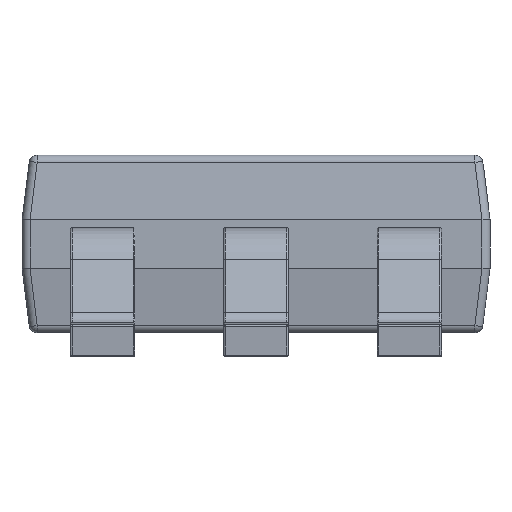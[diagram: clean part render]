
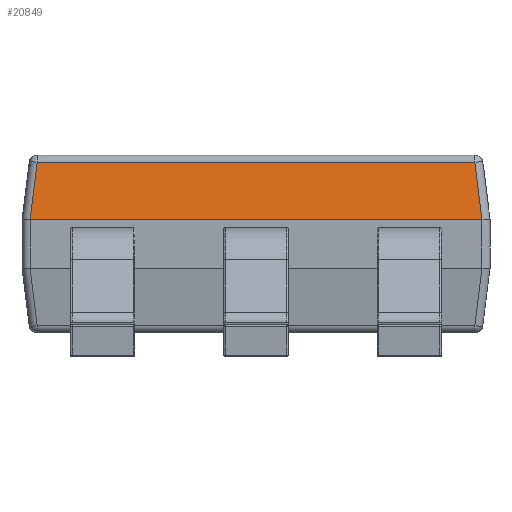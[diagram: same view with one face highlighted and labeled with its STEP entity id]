
A CAD part, left-side view. The second image highlights one B-rep face of the part: STEP entity #20849.
In plain terms, the highlighted planar face has unit normal (-0.992, 0, 0.124).
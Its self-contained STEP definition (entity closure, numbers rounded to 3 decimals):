
#1303 = CARTESIAN_POINT ( 'NONE',  ( -0.68, 1.33, 1.364 ) ) ;
#1916 = CARTESIAN_POINT ( 'NONE',  ( -0.75, 1.4, 0.8 ) ) ;
#2161 = CARTESIAN_POINT ( 'NONE',  ( -0.68, -1.33, 1.364 ) ) ;
#2208 = EDGE_CURVE ( 'NONE', #26715, #10948, #9358, .T. ) ;
#2355 = EDGE_CURVE ( 'NONE', #14841, #13219, #29028, .T. ) ;
#2848 = EDGE_CURVE ( 'NONE', #13219, #26715, #14564, .T. ) ;
#3709 = VECTOR ( 'NONE', #6337, 1000. ) ;
#4030 = ORIENTED_EDGE ( 'NONE', *, *, #2355, .T. ) ;
#5869 = LINE ( 'NONE', #19705, #19997 ) ;
#6337 = DIRECTION ( 'NONE',  ( 0., 1., 0. ) ) ;
#6833 = ORIENTED_EDGE ( 'NONE', *, *, #2208, .T. ) ;
#7453 = ORIENTED_EDGE ( 'NONE', *, *, #13093, .T. ) ;
#8948 = CARTESIAN_POINT ( 'NONE',  ( -0.75, -1.4, 0.8 ) ) ;
#9358 = LINE ( 'NONE', #1303, #12178 ) ;
#9584 = VERTEX_POINT ( 'NONE', #14497 ) ;
#10208 = CARTESIAN_POINT ( 'NONE',  ( -0.75, -1.4, 0.8 ) ) ;
#10337 = CARTESIAN_POINT ( 'NONE',  ( -0.75, 1.4, 0.8 ) ) ;
#10385 = CARTESIAN_POINT ( 'NONE',  ( -0.75, -1.4, 0.8 ) ) ;
#10948 = VERTEX_POINT ( 'NONE', #25137 ) ;
#11310 = DIRECTION ( 'NONE',  ( 0., 1., 0. ) ) ;
#11766 =( BOUNDED_CURVE ( )  B_SPLINE_CURVE ( 3, ( #31839, #10385, #16314, #10208 ),
 .UNSPECIFIED., .F., .F. ) 
 B_SPLINE_CURVE_WITH_KNOTS ( ( 4, 4 ),
 ( 0., 0.008 ),
 .UNSPECIFIED. ) 
 CURVE ( )  GEOMETRIC_REPRESENTATION_ITEM ( )  RATIONAL_B_SPLINE_CURVE ( ( 1., 1., 1., 1. ) ) 
 REPRESENTATION_ITEM ( '' )  );
#12178 = VECTOR ( 'NONE', #14815, 1000. ) ;
#12628 = CARTESIAN_POINT ( 'NONE',  ( -0.75, 1.4, 0.8 ) ) ;
#12816 = CARTESIAN_POINT ( 'NONE',  ( -0.75, 1.4, 0.8 ) ) ;
#13093 = EDGE_CURVE ( 'NONE', #23665, #14841, #11766, .T. ) ;
#13219 = VERTEX_POINT ( 'NONE', #30371 ) ;
#13343 = DIRECTION ( 'NONE',  ( -0.992, 0., 0.124 ) ) ;
#14497 = CARTESIAN_POINT ( 'NONE',  ( -0.75, 1.4, 0.8 ) ) ;
#14564 = LINE ( 'NONE', #27563, #3709 ) ;
#14815 = DIRECTION ( 'NONE',  ( -0.123, 0.123, -0.985 ) ) ;
#14841 = VERTEX_POINT ( 'NONE', #15236 ) ;
#15236 = CARTESIAN_POINT ( 'NONE',  ( -0.75, -1.4, 0.8 ) ) ;
#16050 = ORIENTED_EDGE ( 'NONE', *, *, #16478, .T. ) ;
#16314 = CARTESIAN_POINT ( 'NONE',  ( -0.75, -1.4, 0.8 ) ) ;
#16325 = ORIENTED_EDGE ( 'NONE', *, *, #18528, .F. ) ;
#16478 = EDGE_CURVE ( 'NONE', #10948, #9584, #29703, .T. ) ;
#18528 = EDGE_CURVE ( 'NONE', #23665, #9584, #5869, .T. ) ;
#19705 = CARTESIAN_POINT ( 'NONE',  ( -0.75, 1.45, 0.8 ) ) ;
#19997 = VECTOR ( 'NONE', #11310, 1000. ) ;
#20849 = ADVANCED_FACE ( 'NONE', ( #33564 ), #33745, .T. ) ;
#20878 = EDGE_LOOP ( 'NONE', ( #6833, #16050, #16325, #7453, #4030, #28179 ) ) ;
#23260 = CARTESIAN_POINT ( 'NONE',  ( -0.705, 1.356, 1.156 ) ) ;
#23665 = VERTEX_POINT ( 'NONE', #8948 ) ;
#23905 = CARTESIAN_POINT ( 'NONE',  ( -0.7, 0., 1.2 ) ) ;
#25137 = CARTESIAN_POINT ( 'NONE',  ( -0.75, 1.4, 0.8 ) ) ;
#25619 = VECTOR ( 'NONE', #29200, 1000. ) ;
#26715 = VERTEX_POINT ( 'NONE', #23260 ) ;
#27563 = CARTESIAN_POINT ( 'NONE',  ( -0.705, 0., 1.156 ) ) ;
#28179 = ORIENTED_EDGE ( 'NONE', *, *, #2848, .T. ) ;
#29028 = LINE ( 'NONE', #2161, #25619 ) ;
#29200 = DIRECTION ( 'NONE',  ( 0.123, 0.123, 0.985 ) ) ;
#29666 = DIRECTION ( 'NONE',  ( 0., 1., 0. ) ) ;
#29703 =( BOUNDED_CURVE ( )  B_SPLINE_CURVE ( 3, ( #1916, #10337, #12628, #12816 ),
 .UNSPECIFIED., .F., .F. ) 
 B_SPLINE_CURVE_WITH_KNOTS ( ( 4, 4 ),
 ( 6.275, 6.283 ),
 .UNSPECIFIED. ) 
 CURVE ( )  GEOMETRIC_REPRESENTATION_ITEM ( )  RATIONAL_B_SPLINE_CURVE ( ( 1., 1., 1., 1. ) ) 
 REPRESENTATION_ITEM ( '' )  );
#30371 = CARTESIAN_POINT ( 'NONE',  ( -0.705, -1.356, 1.156 ) ) ;
#30566 = AXIS2_PLACEMENT_3D ( 'NONE', #23905, #13343, #29666 ) ;
#31839 = CARTESIAN_POINT ( 'NONE',  ( -0.75, -1.4, 0.8 ) ) ;
#33564 = FACE_OUTER_BOUND ( 'NONE', #20878, .T. ) ;
#33745 = PLANE ( 'NONE',  #30566 ) ;
